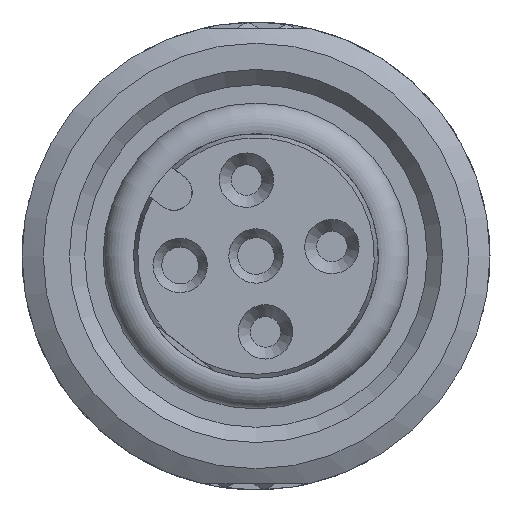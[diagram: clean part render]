
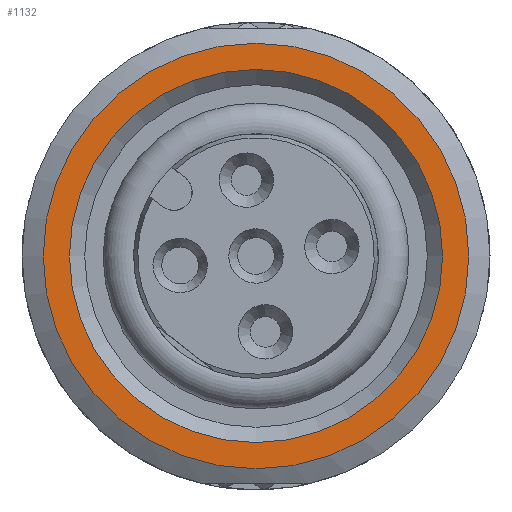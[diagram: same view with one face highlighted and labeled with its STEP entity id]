
A CAD part, front view. The second image highlights one B-rep face of the part: STEP entity #1132.
In plain terms, the highlighted planar face has unit normal (0, -1, 0).
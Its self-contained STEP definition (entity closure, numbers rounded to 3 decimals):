
#443=FACE_BOUND('',#2271,.T.);
#444=FACE_BOUND('',#2272,.T.);
#690=CIRCLE('',#8837,6.957);
#691=CIRCLE('',#8839,6.1);
#1132=ADVANCED_FACE('',(#443,#444),#1416,.T.);
#1416=PLANE('',#8840);
#2271=EDGE_LOOP('',(#5807));
#2272=EDGE_LOOP('',(#5808));
#5807=ORIENTED_EDGE('',*,*,#7939,.T.);
#5808=ORIENTED_EDGE('',*,*,#7938,.F.);
#6715=VERTEX_POINT('',#16080);
#6716=VERTEX_POINT('',#16083);
#7938=EDGE_CURVE('',#6715,#6715,#690,.T.);
#7939=EDGE_CURVE('',#6716,#6716,#691,.T.);
#8837=AXIS2_PLACEMENT_3D('',#16079,#10635,#10636);
#8839=AXIS2_PLACEMENT_3D('',#16082,#10639,#10640);
#8840=AXIS2_PLACEMENT_3D('',#16084,#10641,#10642);
#10635=DIRECTION('',(0.,1.,0.));
#10636=DIRECTION('',(-1.,0.,0.));
#10639=DIRECTION('',(0.,1.,0.));
#10640=DIRECTION('',(0.,0.,1.));
#10641=DIRECTION('',(0.,-1.,0.));
#10642=DIRECTION('',(-1.,0.,0.));
#16079=CARTESIAN_POINT('',(71.75,-1010.739,-6.95));
#16080=CARTESIAN_POINT('',(64.793,-1010.739,-6.95));
#16082=CARTESIAN_POINT('',(71.75,-1010.739,-6.95));
#16083=CARTESIAN_POINT('',(71.75,-1010.739,-0.85));
#16084=CARTESIAN_POINT('',(64.097,-1010.739,-14.603));
